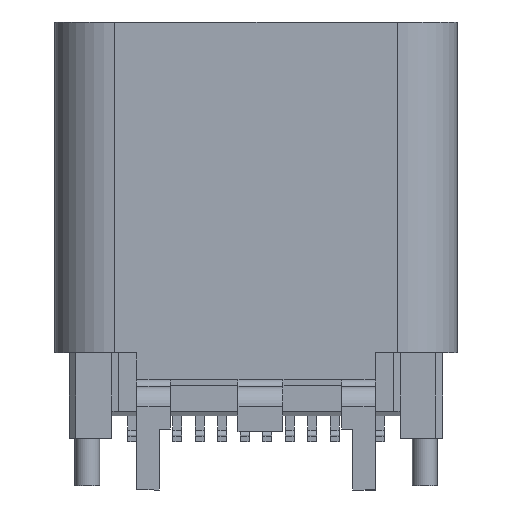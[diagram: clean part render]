
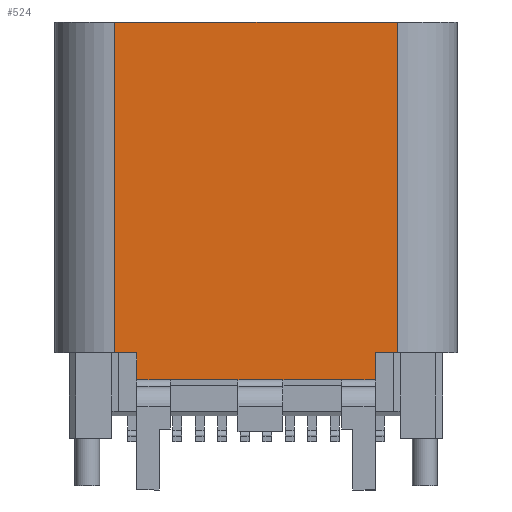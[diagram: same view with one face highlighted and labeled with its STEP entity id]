
A CAD part, front view. The second image highlights one B-rep face of the part: STEP entity #524.
In plain terms, the highlighted planar face has unit normal (0, -1, 0).
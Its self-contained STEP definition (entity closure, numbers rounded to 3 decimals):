
#449=AXIS2_PLACEMENT_3D('Plane Axis2P3D',#446,#447,#448) ;
#40=CARTESIAN_POINT('Vertex',(7.12,0.72,3.05)) ;
#112=CARTESIAN_POINT('Vertex',(7.61,0.72,3.05)) ;
#115=CARTESIAN_POINT('Line Origine',(7.365,0.72,3.05)) ;
#139=CARTESIAN_POINT('Vertex',(1.82,0.72,3.05)) ;
#144=CARTESIAN_POINT('Line Origine',(1.575,0.72,3.05)) ;
#148=CARTESIAN_POINT('Vertex',(1.33,0.72,3.05)) ;
#427=CARTESIAN_POINT('Line Origine',(1.33,0.72,6.725)) ;
#431=CARTESIAN_POINT('Vertex',(1.33,0.72,10.4)) ;
#446=CARTESIAN_POINT('Axis2P3D Location',(7.61,0.72,10.4)) ;
#451=CARTESIAN_POINT('Line Origine',(7.61,0.72,6.725)) ;
#455=CARTESIAN_POINT('Vertex',(7.61,0.72,10.4)) ;
#458=CARTESIAN_POINT('Line Origine',(4.47,0.72,10.4)) ;
#463=CARTESIAN_POINT('Line Origine',(1.82,0.72,2.75)) ;
#467=CARTESIAN_POINT('Vertex',(1.82,0.72,2.45)) ;
#470=CARTESIAN_POINT('Line Origine',(2.195,0.72,2.45)) ;
#474=CARTESIAN_POINT('Vertex',(2.57,0.72,2.45)) ;
#477=CARTESIAN_POINT('Line Origine',(3.32,0.72,2.45)) ;
#481=CARTESIAN_POINT('Vertex',(4.07,0.72,2.45)) ;
#484=CARTESIAN_POINT('Line Origine',(4.57,0.72,2.45)) ;
#488=CARTESIAN_POINT('Vertex',(5.07,0.72,2.45)) ;
#491=CARTESIAN_POINT('Line Origine',(5.72,0.72,2.45)) ;
#495=CARTESIAN_POINT('Vertex',(6.37,0.72,2.45)) ;
#498=CARTESIAN_POINT('Line Origine',(6.745,0.72,2.45)) ;
#502=CARTESIAN_POINT('Vertex',(7.12,0.72,2.45)) ;
#505=CARTESIAN_POINT('Line Origine',(7.12,0.72,2.75)) ;
#116=DIRECTION('Vector Direction',(1.,0.,0.)) ;
#145=DIRECTION('Vector Direction',(1.,0.,0.)) ;
#428=DIRECTION('Vector Direction',(0.,0.,1.)) ;
#447=DIRECTION('Axis2P3D Direction',(0.,-1.,0.)) ;
#448=DIRECTION('Axis2P3D XDirection',(-1.,0.,0.)) ;
#452=DIRECTION('Vector Direction',(0.,0.,-1.)) ;
#459=DIRECTION('Vector Direction',(-1.,0.,0.)) ;
#464=DIRECTION('Vector Direction',(0.,0.,1.)) ;
#471=DIRECTION('Vector Direction',(-1.,0.,0.)) ;
#478=DIRECTION('Vector Direction',(-1.,0.,0.)) ;
#485=DIRECTION('Vector Direction',(-1.,0.,0.)) ;
#492=DIRECTION('Vector Direction',(-1.,0.,0.)) ;
#499=DIRECTION('Vector Direction',(-1.,0.,0.)) ;
#506=DIRECTION('Vector Direction',(0.,0.,-1.)) ;
#117=VECTOR('Line Direction',#116,1.) ;
#146=VECTOR('Line Direction',#145,1.) ;
#429=VECTOR('Line Direction',#428,1.) ;
#453=VECTOR('Line Direction',#452,1.) ;
#460=VECTOR('Line Direction',#459,1.) ;
#465=VECTOR('Line Direction',#464,1.) ;
#472=VECTOR('Line Direction',#471,1.) ;
#479=VECTOR('Line Direction',#478,1.) ;
#486=VECTOR('Line Direction',#485,1.) ;
#493=VECTOR('Line Direction',#492,1.) ;
#500=VECTOR('Line Direction',#499,1.) ;
#507=VECTOR('Line Direction',#506,1.) ;
#511=ORIENTED_EDGE('',*,*,#119,.T.) ;
#512=ORIENTED_EDGE('',*,*,#457,.F.) ;
#513=ORIENTED_EDGE('',*,*,#462,.F.) ;
#514=ORIENTED_EDGE('',*,*,#433,.T.) ;
#515=ORIENTED_EDGE('',*,*,#150,.T.) ;
#516=ORIENTED_EDGE('',*,*,#469,.F.) ;
#517=ORIENTED_EDGE('',*,*,#476,.F.) ;
#518=ORIENTED_EDGE('',*,*,#483,.F.) ;
#519=ORIENTED_EDGE('',*,*,#490,.F.) ;
#520=ORIENTED_EDGE('',*,*,#497,.F.) ;
#521=ORIENTED_EDGE('',*,*,#504,.F.) ;
#522=ORIENTED_EDGE('',*,*,#509,.F.) ;
#524=ADVANCED_FACE('metal_housing',(#523),#450,.T.) ;
#119=EDGE_CURVE('',#41,#113,#118,.T.) ;
#150=EDGE_CURVE('',#149,#140,#147,.T.) ;
#433=EDGE_CURVE('',#432,#149,#430,.F.) ;
#457=EDGE_CURVE('',#456,#113,#454,.T.) ;
#462=EDGE_CURVE('',#432,#456,#461,.F.) ;
#469=EDGE_CURVE('',#468,#140,#466,.T.) ;
#476=EDGE_CURVE('',#475,#468,#473,.T.) ;
#483=EDGE_CURVE('',#482,#475,#480,.T.) ;
#490=EDGE_CURVE('',#489,#482,#487,.T.) ;
#497=EDGE_CURVE('',#496,#489,#494,.T.) ;
#504=EDGE_CURVE('',#503,#496,#501,.T.) ;
#509=EDGE_CURVE('',#41,#503,#508,.T.) ;
#510=EDGE_LOOP('',(#511,#512,#513,#514,#515,#516,#517,#518,#519,#520,#521,#522)) ;
#523=FACE_OUTER_BOUND('',#510,.T.) ;
#118=LINE('Line',#115,#117) ;
#147=LINE('Line',#144,#146) ;
#430=LINE('Line',#427,#429) ;
#454=LINE('Line',#451,#453) ;
#461=LINE('Line',#458,#460) ;
#466=LINE('Line',#463,#465) ;
#473=LINE('Line',#470,#472) ;
#480=LINE('Line',#477,#479) ;
#487=LINE('Line',#484,#486) ;
#494=LINE('Line',#491,#493) ;
#501=LINE('Line',#498,#500) ;
#508=LINE('Line',#505,#507) ;
#450=PLANE('',#449) ;
#41=VERTEX_POINT('',#40) ;
#113=VERTEX_POINT('',#112) ;
#140=VERTEX_POINT('',#139) ;
#149=VERTEX_POINT('',#148) ;
#432=VERTEX_POINT('',#431) ;
#456=VERTEX_POINT('',#455) ;
#468=VERTEX_POINT('',#467) ;
#475=VERTEX_POINT('',#474) ;
#482=VERTEX_POINT('',#481) ;
#489=VERTEX_POINT('',#488) ;
#496=VERTEX_POINT('',#495) ;
#503=VERTEX_POINT('',#502) ;
